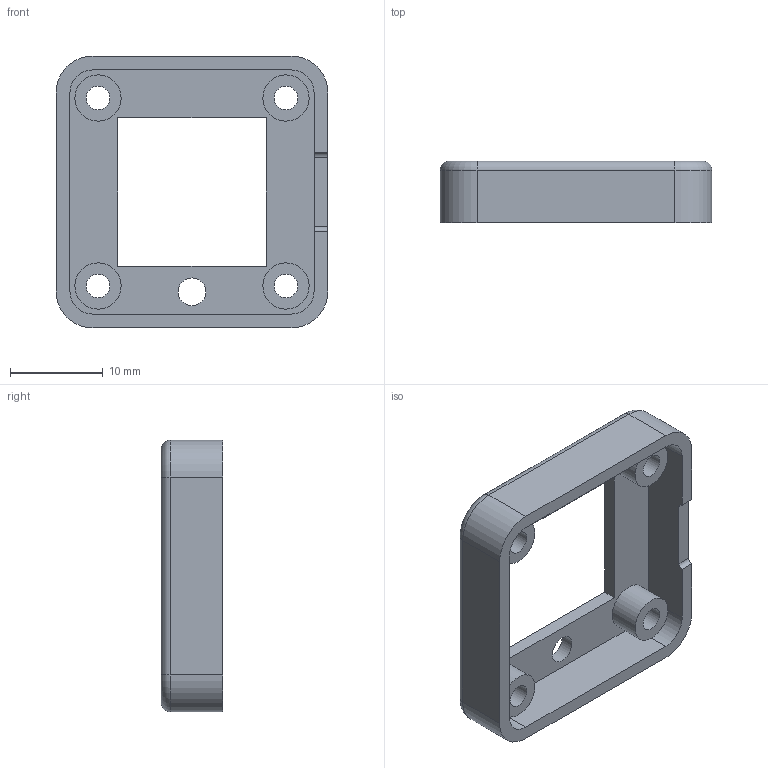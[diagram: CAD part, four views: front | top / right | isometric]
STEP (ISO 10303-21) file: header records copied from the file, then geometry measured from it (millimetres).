
FILE_DESCRIPTION(/* description */ (''),/* implementation_level */ '2;1');
FILE_NAME(/* name */ 'enclosure 2 from 1-v14 w light pipe v1.step',/* time_stamp */ '2018-05-11T10:23:01-06:00',/* author */ ('bikerglen'),/* organization */ (''),/* preprocessor_version */ 'ST-DEVELOPER v17',/* originating_system */ 'Autodesk Translation Framework v7.1.0.215',/* authorisation */ '');
FILE_SCHEMA (('AUTOMOTIVE_DESIGN { 1 0 10303 214 3 1 1 }'));
Length unit declared in the file: millimetre
Products named in the file (2): enclosure 2 from 1-v14 w light pipe; Enclosure Top
Assembly tree (1 placements, depth 2):
  enclosure 2 from 1-v14 w light pipe
    Enclosure Top
Bounding box: 29.4 x 6.65 x 29.4 mm (x, y, z)
Volume: 1796.6 mm3; surface area: 2811.9 mm2
Topology: 1 solids, 1 shells, 51 faces, 135 edges, 90 vertices
Faces by surface type: cylinder 23, plane 20, torus 4, cone 4
Full cylindrical faces by diameter (mm): 2.54 x4, 3 x1, 5 x4
Entity records: 1692 total; most frequent: DIRECTION 309, CARTESIAN_POINT 279, ORIENTED_EDGE 270, EDGE_CURVE 135, AXIS2_PLACEMENT_3D 120, VERTEX_POINT 90, LINE 69, VECTOR 69
